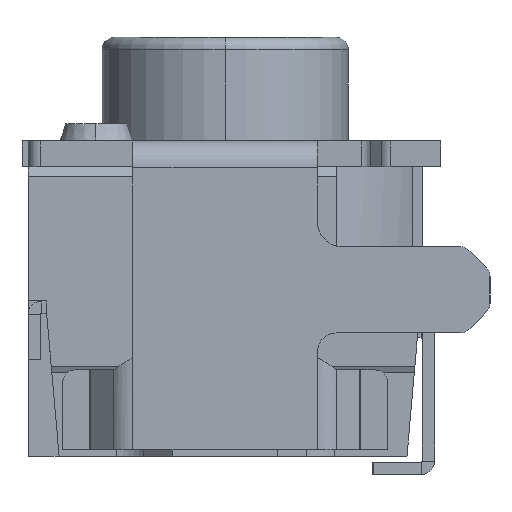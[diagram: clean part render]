
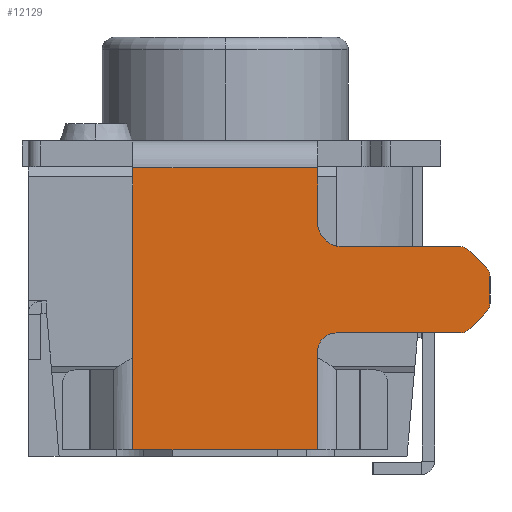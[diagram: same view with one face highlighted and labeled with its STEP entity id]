
A CAD part, left-side view. The second image highlights one B-rep face of the part: STEP entity #12129.
In plain terms, the highlighted planar face has unit normal (-1, 0, 0).
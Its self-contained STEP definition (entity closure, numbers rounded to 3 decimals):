
#62 = CIRCLE ( 'NONE', #9255, 0.1 ) ;
#63 = LINE ( 'NONE', #12056, #10473 ) ;
#90 = CARTESIAN_POINT ( 'NONE',  ( -2.23, 0.75, -0.01 ) ) ;
#130 = DIRECTION ( 'NONE',  ( 1., 0., 0. ) ) ;
#210 = VERTEX_POINT ( 'NONE', #595 ) ;
#233 = DIRECTION ( 'NONE',  ( 0., 1., 0. ) ) ;
#264 = ORIENTED_EDGE ( 'NONE', *, *, #959, .F. ) ;
#341 = CARTESIAN_POINT ( 'NONE',  ( -2.23, -0.75, -1.5 ) ) ;
#373 = EDGE_CURVE ( 'NONE', #868, #6008, #4826, .T. ) ;
#385 = VECTOR ( 'NONE', #2558, 1000. ) ;
#527 = VERTEX_POINT ( 'NONE', #767 ) ;
#595 = CARTESIAN_POINT ( 'NONE',  ( -2.23, 0.75, -1.55 ) ) ;
#624 = DIRECTION ( 'NONE',  ( 0., 0., -1. ) ) ;
#705 = CARTESIAN_POINT ( 'NONE',  ( -2.23, -0.95, -0.45 ) ) ;
#767 = CARTESIAN_POINT ( 'NONE',  ( -2.23, -1.979, -0.679 ) ) ;
#842 = AXIS2_PLACEMENT_3D ( 'NONE', #11667, #11622, #5465 ) ;
#868 = VERTEX_POINT ( 'NONE', #5632 ) ;
#959 = EDGE_CURVE ( 'NONE', #4221, #2425, #63, .T. ) ;
#1053 = CARTESIAN_POINT ( 'NONE',  ( -2.23, -1.979, -1.321 ) ) ;
#1176 = EDGE_CURVE ( 'NONE', #5913, #3479, #8064, .T. ) ;
#1183 = DIRECTION ( 'NONE',  ( 0., 0., 1. ) ) ;
#1239 = ORIENTED_EDGE ( 'NONE', *, *, #2902, .F. ) ;
#1501 = CARTESIAN_POINT ( 'NONE',  ( -2.23, -1.909, -1.25 ) ) ;
#1578 = DIRECTION ( 'NONE',  ( 0., 1., 0. ) ) ;
#1803 = CARTESIAN_POINT ( 'NONE',  ( -2.23, -0.9, -1.35 ) ) ;
#2024 = VECTOR ( 'NONE', #3638, 1000. ) ;
#2386 = EDGE_CURVE ( 'NONE', #210, #5254, #2908, .T. ) ;
#2425 = VERTEX_POINT ( 'NONE', #12651 ) ;
#2558 = DIRECTION ( 'NONE',  ( 0., 0., -1. ) ) ;
#2840 = CARTESIAN_POINT ( 'NONE',  ( -2.23, -2.15, -0.891 ) ) ;
#2902 = EDGE_CURVE ( 'NONE', #2425, #3450, #8277, .T. ) ;
#2908 = LINE ( 'NONE', #10608, #4049 ) ;
#3055 = ORIENTED_EDGE ( 'NONE', *, *, #3092, .F. ) ;
#3092 = EDGE_CURVE ( 'NONE', #3479, #13211, #3672, .T. ) ;
#3105 = VERTEX_POINT ( 'NONE', #10968 ) ;
#3143 = CIRCLE ( 'NONE', #6476, 0.1 ) ;
#3177 = DIRECTION ( 'NONE',  ( 0., 0., 1. ) ) ;
#3297 = CIRCLE ( 'NONE', #10586, 0.1 ) ;
#3450 = VERTEX_POINT ( 'NONE', #6030 ) ;
#3479 = VERTEX_POINT ( 'NONE', #1803 ) ;
#3594 = EDGE_CURVE ( 'NONE', #527, #8184, #8233, .T. ) ;
#3638 = DIRECTION ( 'NONE',  ( 0., -1., 0. ) ) ;
#3672 = CIRCLE ( 'NONE', #9467, 0.15 ) ;
#3688 = ORIENTED_EDGE ( 'NONE', *, *, #4025, .F. ) ;
#3752 = EDGE_CURVE ( 'NONE', #9631, #9548, #4775, .T. ) ;
#3962 = ORIENTED_EDGE ( 'NONE', *, *, #1176, .F. ) ;
#4025 = EDGE_CURVE ( 'NONE', #7957, #5913, #62, .T. ) ;
#4049 = VECTOR ( 'NONE', #3177, 1000. ) ;
#4221 = VERTEX_POINT ( 'NONE', #2840 ) ;
#4248 = ORIENTED_EDGE ( 'NONE', *, *, #2386, .F. ) ;
#4391 = CARTESIAN_POINT ( 'NONE',  ( -2.23, -2.05, -1.109 ) ) ;
#4775 = LINE ( 'NONE', #7946, #2024 ) ;
#4820 = DIRECTION ( 'NONE',  ( 0., 1., 0. ) ) ;
#4826 = LINE ( 'NONE', #11166, #13249 ) ;
#4894 = VECTOR ( 'NONE', #624, 1000. ) ;
#5029 = CIRCLE ( 'NONE', #10001, 0.2 ) ;
#5189 = EDGE_CURVE ( 'NONE', #3450, #7957, #5374, .T. ) ;
#5254 = VERTEX_POINT ( 'NONE', #90 ) ;
#5374 = LINE ( 'NONE', #10588, #13306 ) ;
#5465 = DIRECTION ( 'NONE',  ( 0., 1., 0. ) ) ;
#5590 = VECTOR ( 'NONE', #1578, 1000. ) ;
#5632 = CARTESIAN_POINT ( 'NONE',  ( -2.23, -0.75, -2.3 ) ) ;
#5812 = DIRECTION ( 'NONE',  ( -1., 0., 0. ) ) ;
#5819 = ORIENTED_EDGE ( 'NONE', *, *, #13445, .F. ) ;
#5913 = VERTEX_POINT ( 'NONE', #11340 ) ;
#6008 = VERTEX_POINT ( 'NONE', #11557 ) ;
#6030 = CARTESIAN_POINT ( 'NONE',  ( -2.23, -2.121, -1.179 ) ) ;
#6050 = EDGE_CURVE ( 'NONE', #3105, #11562, #8432, .T. ) ;
#6146 = CARTESIAN_POINT ( 'NONE',  ( -2.23, -0.75, -0.45 ) ) ;
#6151 = CARTESIAN_POINT ( 'NONE',  ( -2.23, -0.75, -1.55 ) ) ;
#6222 = ORIENTED_EDGE ( 'NONE', *, *, #12006, .F. ) ;
#6465 = ORIENTED_EDGE ( 'NONE', *, *, #11698, .T. ) ;
#6476 = AXIS2_PLACEMENT_3D ( 'NONE', #9156, #13448, #12267 ) ;
#6684 = DIRECTION ( 'NONE',  ( 1., 0., 0. ) ) ;
#6727 = ORIENTED_EDGE ( 'NONE', *, *, #3594, .F. ) ;
#6780 = VECTOR ( 'NONE', #8803, 1000. ) ;
#6877 = ORIENTED_EDGE ( 'NONE', *, *, #373, .F. ) ;
#6903 = DIRECTION ( 'NONE',  ( 0., 0., -1. ) ) ;
#6952 = DIRECTION ( 'NONE',  ( 0., 0., 1. ) ) ;
#6975 = EDGE_CURVE ( 'NONE', #13211, #6981, #11585, .T. ) ;
#6981 = VERTEX_POINT ( 'NONE', #13109 ) ;
#7139 = VECTOR ( 'NONE', #12526, 1000. ) ;
#7251 = DIRECTION ( 'NONE',  ( 1., 0., 0. ) ) ;
#7393 = ORIENTED_EDGE ( 'NONE', *, *, #6050, .F. ) ;
#7422 = DIRECTION ( 'NONE',  ( 0., 0.707, -0.707 ) ) ;
#7666 = ORIENTED_EDGE ( 'NONE', *, *, #10393, .T. ) ;
#7683 = CARTESIAN_POINT ( 'NONE',  ( -2.23, 0.85, -1.35 ) ) ;
#7776 = ORIENTED_EDGE ( 'NONE', *, *, #8751, .F. ) ;
#7869 = FACE_OUTER_BOUND ( 'NONE', #7990, .T. ) ;
#7926 = CARTESIAN_POINT ( 'NONE',  ( -2.23, -0.75, -1.55 ) ) ;
#7946 = CARTESIAN_POINT ( 'NONE',  ( -2.23, 0.85, -0.65 ) ) ;
#7957 = VERTEX_POINT ( 'NONE', #1053 ) ;
#7990 = EDGE_LOOP ( 'NONE', ( #7666, #8910, #3055, #3962, #3688, #8557, #1239, #264, #7776, #6727, #6222, #9525, #5819, #7393, #12702, #4248, #6465, #6877 ) ) ;
#8064 = LINE ( 'NONE', #7683, #5590 ) ;
#8184 = VERTEX_POINT ( 'NONE', #9263 ) ;
#8222 = CARTESIAN_POINT ( 'NONE',  ( -2.23, -2.121, -0.821 ) ) ;
#8233 = LINE ( 'NONE', #8222, #9513 ) ;
#8277 = CIRCLE ( 'NONE', #10212, 0.1 ) ;
#8432 = LINE ( 'NONE', #9720, #6780 ) ;
#8557 = ORIENTED_EDGE ( 'NONE', *, *, #5189, .F. ) ;
#8626 = CARTESIAN_POINT ( 'NONE',  ( -2.23, 0.75, -1.55 ) ) ;
#8751 = EDGE_CURVE ( 'NONE', #8184, #4221, #3143, .T. ) ;
#8803 = DIRECTION ( 'NONE',  ( 0., 0., -1. ) ) ;
#8868 = DIRECTION ( 'NONE',  ( 0., 0., 1. ) ) ;
#8906 = LINE ( 'NONE', #6151, #7139 ) ;
#8910 = ORIENTED_EDGE ( 'NONE', *, *, #6975, .F. ) ;
#9156 = CARTESIAN_POINT ( 'NONE',  ( -2.23, -2.05, -0.891 ) ) ;
#9255 = AXIS2_PLACEMENT_3D ( 'NONE', #1501, #6684, #9734 ) ;
#9263 = CARTESIAN_POINT ( 'NONE',  ( -2.23, -2.121, -0.821 ) ) ;
#9370 = DIRECTION ( 'NONE',  ( 0., 0., 1. ) ) ;
#9467 = AXIS2_PLACEMENT_3D ( 'NONE', #11931, #11018, #8868 ) ;
#9513 = VECTOR ( 'NONE', #10374, 1000. ) ;
#9525 = ORIENTED_EDGE ( 'NONE', *, *, #3752, .F. ) ;
#9548 = VERTEX_POINT ( 'NONE', #11703 ) ;
#9631 = VERTEX_POINT ( 'NONE', #11877 ) ;
#9720 = CARTESIAN_POINT ( 'NONE',  ( -2.23, -0.75, -1.55 ) ) ;
#9734 = DIRECTION ( 'NONE',  ( 0., 0., 1. ) ) ;
#9948 = EDGE_CURVE ( 'NONE', #3105, #5254, #12815, .T. ) ;
#10001 = AXIS2_PLACEMENT_3D ( 'NONE', #705, #5812, #6952 ) ;
#10212 = AXIS2_PLACEMENT_3D ( 'NONE', #4391, #130, #1183 ) ;
#10374 = DIRECTION ( 'NONE',  ( 0., -0.707, -0.707 ) ) ;
#10393 = EDGE_CURVE ( 'NONE', #868, #6981, #8906, .T. ) ;
#10473 = VECTOR ( 'NONE', #6903, 1000. ) ;
#10586 = AXIS2_PLACEMENT_3D ( 'NONE', #13439, #7251, #9370 ) ;
#10588 = CARTESIAN_POINT ( 'NONE',  ( -2.23, -1.979, -1.321 ) ) ;
#10608 = CARTESIAN_POINT ( 'NONE',  ( -2.23, 0.75, -1.55 ) ) ;
#10675 = PLANE ( 'NONE',  #842 ) ;
#10968 = CARTESIAN_POINT ( 'NONE',  ( -2.23, -0.75, -0.01 ) ) ;
#11018 = DIRECTION ( 'NONE',  ( -1., 0., 0. ) ) ;
#11166 = CARTESIAN_POINT ( 'NONE',  ( -2.23, 0.85, -2.3 ) ) ;
#11340 = CARTESIAN_POINT ( 'NONE',  ( -2.23, -1.909, -1.35 ) ) ;
#11557 = CARTESIAN_POINT ( 'NONE',  ( -2.23, 0.75, -2.3 ) ) ;
#11562 = VERTEX_POINT ( 'NONE', #6146 ) ;
#11585 = LINE ( 'NONE', #7926, #4894 ) ;
#11622 = DIRECTION ( 'NONE',  ( 1., 0., 0. ) ) ;
#11667 = CARTESIAN_POINT ( 'NONE',  ( -2.23, 0.85, -1.55 ) ) ;
#11698 = EDGE_CURVE ( 'NONE', #210, #6008, #12243, .T. ) ;
#11703 = CARTESIAN_POINT ( 'NONE',  ( -2.23, -1.909, -0.65 ) ) ;
#11877 = CARTESIAN_POINT ( 'NONE',  ( -2.23, -0.95, -0.65 ) ) ;
#11931 = CARTESIAN_POINT ( 'NONE',  ( -2.23, -0.9, -1.5 ) ) ;
#12006 = EDGE_CURVE ( 'NONE', #9548, #527, #3297, .T. ) ;
#12056 = CARTESIAN_POINT ( 'NONE',  ( -2.23, -2.15, -1.109 ) ) ;
#12129 = ADVANCED_FACE ( 'NONE', ( #7869 ), #10675, .F. ) ;
#12243 = LINE ( 'NONE', #8626, #385 ) ;
#12267 = DIRECTION ( 'NONE',  ( 0., 0., 1. ) ) ;
#12344 = VECTOR ( 'NONE', #233, 1000. ) ;
#12526 = DIRECTION ( 'NONE',  ( 0., 0., 1. ) ) ;
#12651 = CARTESIAN_POINT ( 'NONE',  ( -2.23, -2.15, -1.109 ) ) ;
#12664 = CARTESIAN_POINT ( 'NONE',  ( -2.23, 0.75, -0.01 ) ) ;
#12702 = ORIENTED_EDGE ( 'NONE', *, *, #9948, .T. ) ;
#12815 = LINE ( 'NONE', #12664, #12344 ) ;
#13109 = CARTESIAN_POINT ( 'NONE',  ( -2.23, -0.75, -1.55 ) ) ;
#13211 = VERTEX_POINT ( 'NONE', #341 ) ;
#13249 = VECTOR ( 'NONE', #4820, 1000. ) ;
#13306 = VECTOR ( 'NONE', #7422, 1000. ) ;
#13439 = CARTESIAN_POINT ( 'NONE',  ( -2.23, -1.909, -0.75 ) ) ;
#13445 = EDGE_CURVE ( 'NONE', #11562, #9631, #5029, .T. ) ;
#13448 = DIRECTION ( 'NONE',  ( 1., 0., 0. ) ) ;
